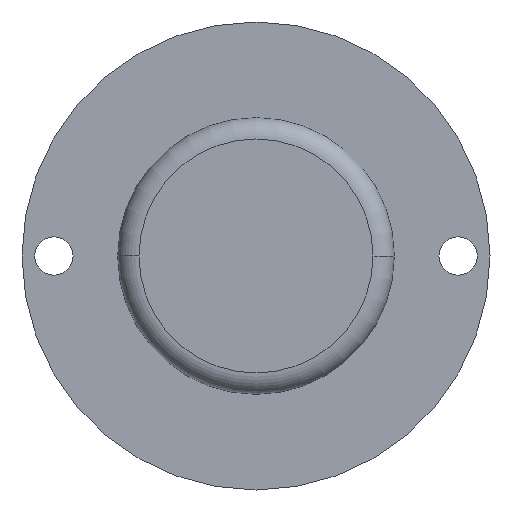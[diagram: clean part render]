
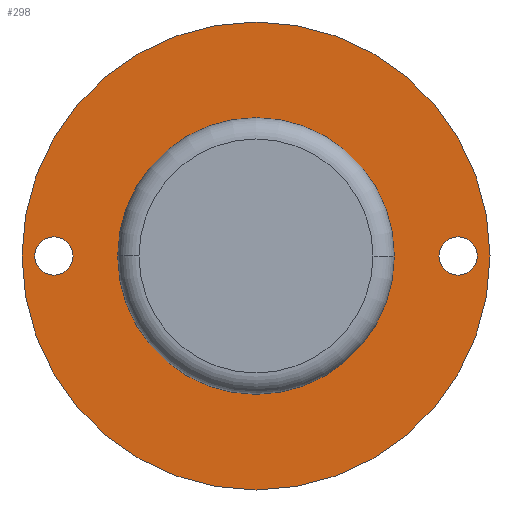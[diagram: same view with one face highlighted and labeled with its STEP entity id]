
A CAD part, front view. The second image highlights one B-rep face of the part: STEP entity #298.
In plain terms, the highlighted planar face has unit normal (0, -1, 0).
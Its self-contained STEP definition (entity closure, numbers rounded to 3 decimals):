
#7 = ORIENTED_EDGE ( 'NONE', *, *, #302, .F. ) ;
#8 = ORIENTED_EDGE ( 'NONE', *, *, #20, .F. ) ;
#20 = EDGE_CURVE ( 'NONE', #256, #264, #204, .T. ) ;
#28 = EDGE_CURVE ( 'NONE', #267, #279, #227, .T. ) ;
#37 = DIRECTION ( 'NONE',  ( 0., -1., 0. ) ) ;
#40 = DIRECTION ( 'NONE',  ( -1., 0., 0. ) ) ;
#44 = CARTESIAN_POINT ( 'NONE',  ( 0., 0., 0. ) ) ;
#45 = DIRECTION ( 'NONE',  ( 0., -1., 0. ) ) ;
#47 = DIRECTION ( 'NONE',  ( 0., 1., 0. ) ) ;
#48 = DIRECTION ( 'NONE',  ( 0., -1., 0. ) ) ;
#55 = CARTESIAN_POINT ( 'NONE',  ( -6.5, 0., 0. ) ) ;
#59 = DIRECTION ( 'NONE',  ( 0., 1., 0. ) ) ;
#62 = DIRECTION ( 'NONE',  ( -1., 0., 0. ) ) ;
#63 = CARTESIAN_POINT ( 'NONE',  ( 8.6, 0., 0. ) ) ;
#64 = CARTESIAN_POINT ( 'NONE',  ( 0., 0., 0. ) ) ;
#81 = DIRECTION ( 'NONE',  ( -1., 0., 0. ) ) ;
#87 = CARTESIAN_POINT ( 'NONE',  ( -9.5, 0., 0. ) ) ;
#88 = CARTESIAN_POINT ( 'NONE',  ( -10.4, 0., 0. ) ) ;
#96 = CARTESIAN_POINT ( 'NONE',  ( 11., 0., 0. ) ) ;
#100 = CARTESIAN_POINT ( 'NONE',  ( 9.5, 0., 0. ) ) ;
#118 = DIRECTION ( 'NONE',  ( 1., 0., 0. ) ) ;
#119 = DIRECTION ( 'NONE',  ( 1., 0., 0. ) ) ;
#120 = CARTESIAN_POINT ( 'NONE',  ( 6.5, 0., 0. ) ) ;
#121 = CARTESIAN_POINT ( 'NONE',  ( 10.4, 0., 0. ) ) ;
#126 = CARTESIAN_POINT ( 'NONE',  ( -11., 0., 0. ) ) ;
#129 = CARTESIAN_POINT ( 'NONE',  ( 0., 0., 0. ) ) ;
#133 = CARTESIAN_POINT ( 'NONE',  ( -6.5, 0., 0. ) ) ;
#134 = DIRECTION ( 'NONE',  ( 1., 0., 0. ) ) ;
#136 = CARTESIAN_POINT ( 'NONE',  ( -8.6, 0., 0. ) ) ;
#140 = PLANE ( 'NONE',  #173 ) ;
#145 = DIRECTION ( 'NONE',  ( 0., 1., 0. ) ) ;
#151 = AXIS2_PLACEMENT_3D ( 'NONE', #455, #456, #459 ) ;
#153 = AXIS2_PLACEMENT_3D ( 'NONE', #430, #431, #432 ) ;
#160 = AXIS2_PLACEMENT_3D ( 'NONE', #64, #59, #62 ) ;
#161 = CIRCLE ( 'NONE', #165, 11. ) ;
#165 = AXIS2_PLACEMENT_3D ( 'NONE', #129, #145, #81 ) ;
#166 = CIRCLE ( 'NONE', #151, 6.5 ) ;
#169 = CIRCLE ( 'NONE', #153, 0.9 ) ;
#173 = AXIS2_PLACEMENT_3D ( 'NONE', #133, #37, #118 ) ;
#175 = CIRCLE ( 'NONE', #178, 0.9 ) ;
#178 = AXIS2_PLACEMENT_3D ( 'NONE', #426, #428, #427 ) ;
#189 = CIRCLE ( 'NONE', #160, 11. ) ;
#195 = AXIS2_PLACEMENT_3D ( 'NONE', #44, #47, #40 ) ;
#204 = CIRCLE ( 'NONE', #236, 0.9 ) ;
#227 = CIRCLE ( 'NONE', #195, 6.5 ) ;
#228 = AXIS2_PLACEMENT_3D ( 'NONE', #100, #48, #134 ) ;
#236 = AXIS2_PLACEMENT_3D ( 'NONE', #87, #45, #119 ) ;
#238 = CIRCLE ( 'NONE', #228, 0.9 ) ;
#244 = EDGE_CURVE ( 'NONE', #275, #263, #238, .T. ) ;
#252 = EDGE_CURVE ( 'NONE', #258, #260, #189, .T. ) ;
#256 = VERTEX_POINT ( 'NONE', #88 ) ;
#258 = VERTEX_POINT ( 'NONE', #96 ) ;
#260 = VERTEX_POINT ( 'NONE', #126 ) ;
#263 = VERTEX_POINT ( 'NONE', #63 ) ;
#264 = VERTEX_POINT ( 'NONE', #136 ) ;
#267 = VERTEX_POINT ( 'NONE', #55 ) ;
#275 = VERTEX_POINT ( 'NONE', #121 ) ;
#279 = VERTEX_POINT ( 'NONE', #120 ) ;
#280 = ORIENTED_EDGE ( 'NONE', *, *, #303, .F. ) ;
#283 = ORIENTED_EDGE ( 'NONE', *, *, #252, .F. ) ;
#298 = ADVANCED_FACE ( 'NONE', ( #496, #497, #498, #499 ), #140, .T. ) ;
#300 = EDGE_CURVE ( 'NONE', #260, #258, #161, .T. ) ;
#302 = EDGE_CURVE ( 'NONE', #264, #256, #175, .T. ) ;
#303 = EDGE_CURVE ( 'NONE', #263, #275, #169, .T. ) ;
#306 = EDGE_CURVE ( 'NONE', #279, #267, #166, .T. ) ;
#317 = ORIENTED_EDGE ( 'NONE', *, *, #300, .F. ) ;
#318 = ORIENTED_EDGE ( 'NONE', *, *, #244, .F. ) ;
#367 = EDGE_LOOP ( 'NONE', ( #280, #318 ) ) ;
#368 = EDGE_LOOP ( 'NONE', ( #8, #7 ) ) ;
#369 = EDGE_LOOP ( 'NONE', ( #414, #417 ) ) ;
#370 = EDGE_LOOP ( 'NONE', ( #317, #283 ) ) ;
#414 = ORIENTED_EDGE ( 'NONE', *, *, #28, .T. ) ;
#417 = ORIENTED_EDGE ( 'NONE', *, *, #306, .T. ) ;
#426 = CARTESIAN_POINT ( 'NONE',  ( -9.5, 0., 0. ) ) ;
#427 = DIRECTION ( 'NONE',  ( 1., 0., 0. ) ) ;
#428 = DIRECTION ( 'NONE',  ( 0., -1., 0. ) ) ;
#430 = CARTESIAN_POINT ( 'NONE',  ( 9.5, 0., 0. ) ) ;
#431 = DIRECTION ( 'NONE',  ( 0., -1., 0. ) ) ;
#432 = DIRECTION ( 'NONE',  ( 1., 0., 0. ) ) ;
#455 = CARTESIAN_POINT ( 'NONE',  ( 0., 0., 0. ) ) ;
#456 = DIRECTION ( 'NONE',  ( 0., 1., 0. ) ) ;
#459 = DIRECTION ( 'NONE',  ( -1., 0., 0. ) ) ;
#496 = FACE_BOUND ( 'NONE', #367, .T. ) ;
#497 = FACE_BOUND ( 'NONE', #368, .T. ) ;
#498 = FACE_BOUND ( 'NONE', #369, .T. ) ;
#499 = FACE_OUTER_BOUND ( 'NONE', #370, .T. ) ;
